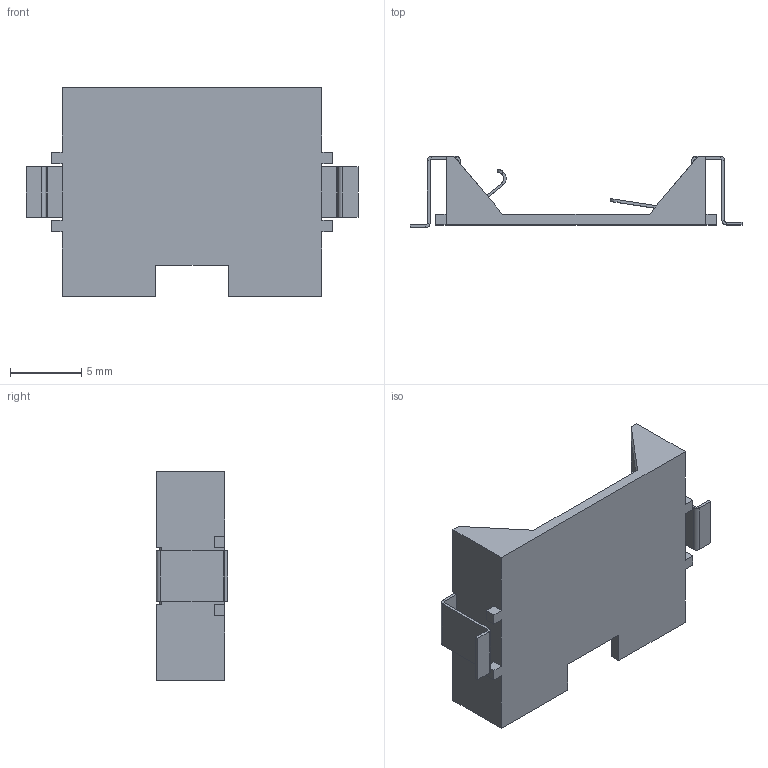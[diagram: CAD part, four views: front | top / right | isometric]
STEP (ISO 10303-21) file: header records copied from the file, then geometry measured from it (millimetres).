
FILE_DESCRIPTION (( 'STEP AP214' ), '1' );
FILE_NAME ('BHSD-1225-SM.STEP', '2019-10-13T07:31:49', ( '' ), ( '' ), 'SwSTEP 2.0', 'SolidWorks 2017', '' );
FILE_SCHEMA (( 'AUTOMOTIVE_DESIGN' ));
Length unit declared in the file: millimetre
Products named in the file (1): BHSD-1225-SM
Bounding box: 23.37 x 5.03 x 14.73 mm (x, y, z)
Volume: 348.1 mm3; surface area: 1139.5 mm2
Topology: 3 solids, 3 shells, 174 faces, 432 edges, 264 vertices
Faces by surface type: plane 136, cylinder 38
Entity records: 5136 total; most frequent: CARTESIAN_POINT 951, ORIENTED_EDGE 864, DIRECTION 838, EDGE_CURVE 432, VECTOR 352, LINE 352, VERTEX_POINT 264, AXIS2_PLACEMENT_3D 243
